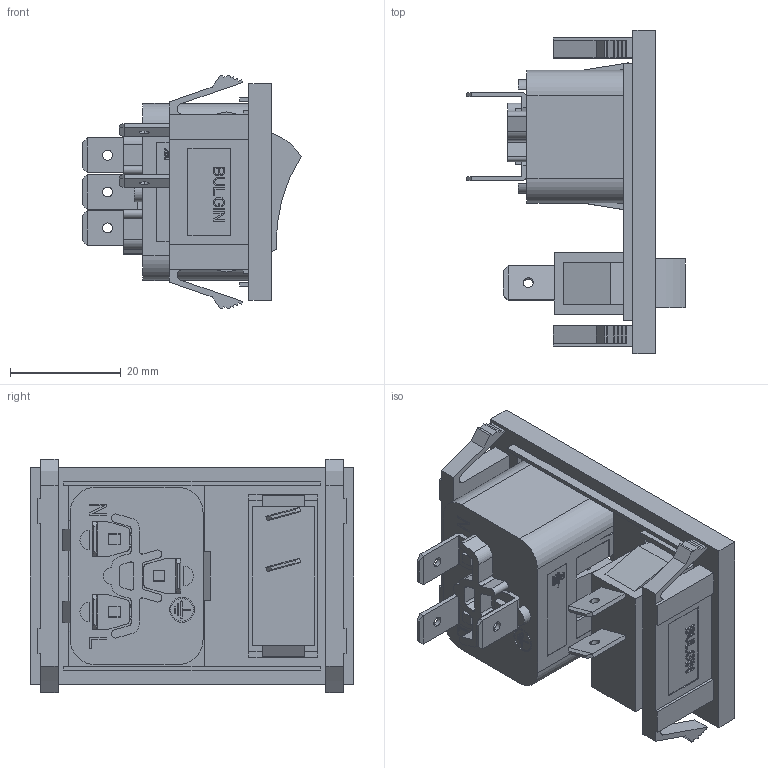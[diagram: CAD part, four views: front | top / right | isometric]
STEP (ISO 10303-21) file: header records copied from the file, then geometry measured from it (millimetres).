
FILE_DESCRIPTION (( 'STEP AP214' ), '1' );
FILE_NAME ('ACM-C2-NXQ6R1-LC_3D.step', '2023-10-17T07:18:32', ( '' ), ( '' ), 'SwSTEP 2.0', 'SolidWorks 2022', '' );
FILE_SCHEMA (( 'AUTOMOTIVE_DESIGN' ));
Length unit declared in the file: millimetre
Products named in the file (1): ACM-C2-NXQ6R1-LC_3D
Bounding box: 39.53 x 58.42 x 42.28 mm (x, y, z)
Volume: 19580.3 mm3; surface area: 18877.8 mm2
Topology: 9 solids, 9 shells, 1605 faces, 4469 edges, 2960 vertices
Faces by surface type: plane 1459, cylinder 98, bspline 44, torus 4
Entity records: 50929 total; most frequent: CARTESIAN_POINT 9623, ORIENTED_EDGE 8938, DIRECTION 7717, EDGE_CURVE 4469, LINE 4185, VECTOR 4185, VERTEX_POINT 2960, AXIS2_PLACEMENT_3D 1766
